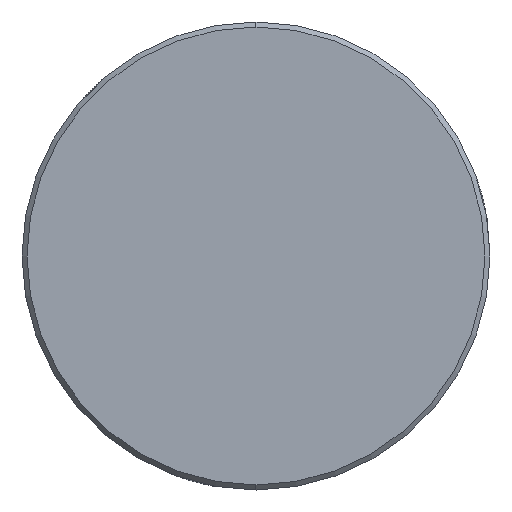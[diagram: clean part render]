
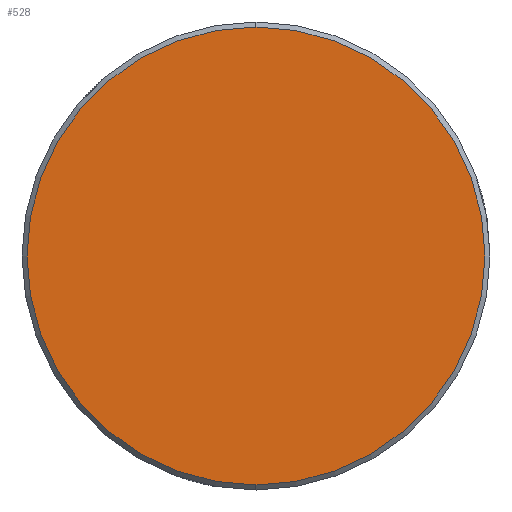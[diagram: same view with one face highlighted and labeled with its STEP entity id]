
A CAD part, left-side view. The second image highlights one B-rep face of the part: STEP entity #528.
In plain terms, the highlighted planar face has unit normal (-1, 0, 0).
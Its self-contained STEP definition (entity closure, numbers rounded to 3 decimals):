
#4 = EDGE_CURVE ( 'NONE', #503, #822, #584, .T. ) ;
#114 = DIRECTION ( 'NONE',  ( -1., 0., 0. ) ) ;
#165 = FACE_OUTER_BOUND ( 'NONE', #750, .T. ) ;
#180 = CARTESIAN_POINT ( 'NONE',  ( -100.5, 0., 0. ) ) ;
#212 = AXIS2_PLACEMENT_3D ( 'NONE', #703, #114, #437 ) ;
#240 = DIRECTION ( 'NONE',  ( -1., 0., 0. ) ) ;
#282 = ORIENTED_EDGE ( 'NONE', *, *, #4, .T. ) ;
#328 = CARTESIAN_POINT ( 'NONE',  ( -100.5, 0., 0. ) ) ;
#363 = PLANE ( 'NONE',  #212 ) ;
#437 = DIRECTION ( 'NONE',  ( 0., 0., 1. ) ) ;
#440 = AXIS2_PLACEMENT_3D ( 'NONE', #180, #953, #527 ) ;
#501 = EDGE_CURVE ( 'NONE', #822, #503, #830, .T. ) ;
#503 = VERTEX_POINT ( 'NONE', #529 ) ;
#506 = ORIENTED_EDGE ( 'NONE', *, *, #501, .T. ) ;
#527 = DIRECTION ( 'NONE',  ( 0., 0., -1. ) ) ;
#528 = ADVANCED_FACE ( 'NONE', ( #165 ), #363, .T. ) ;
#529 = CARTESIAN_POINT ( 'NONE',  ( -100.5, 0., 13.7 ) ) ;
#579 = DIRECTION ( 'NONE',  ( 0., 0., -1. ) ) ;
#584 = CIRCLE ( 'NONE', #669, 13.7 ) ;
#669 = AXIS2_PLACEMENT_3D ( 'NONE', #328, #240, #579 ) ;
#703 = CARTESIAN_POINT ( 'NONE',  ( -100.5, -13.864, -13.864 ) ) ;
#750 = EDGE_LOOP ( 'NONE', ( #506, #282 ) ) ;
#822 = VERTEX_POINT ( 'NONE', #1002 ) ;
#830 = CIRCLE ( 'NONE', #440, 13.7 ) ;
#953 = DIRECTION ( 'NONE',  ( -1., 0., 0. ) ) ;
#1002 = CARTESIAN_POINT ( 'NONE',  ( -100.5, 0., -13.7 ) ) ;
